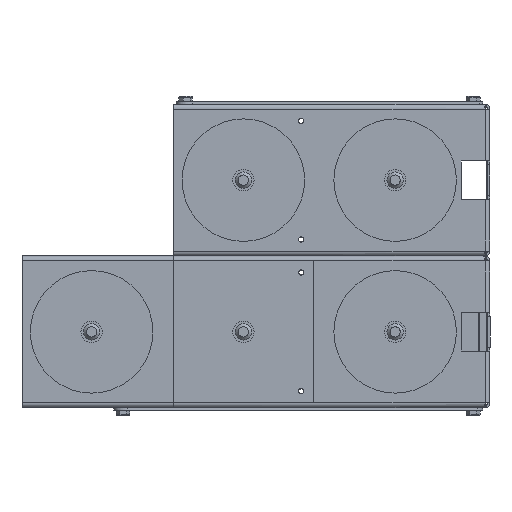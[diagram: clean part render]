
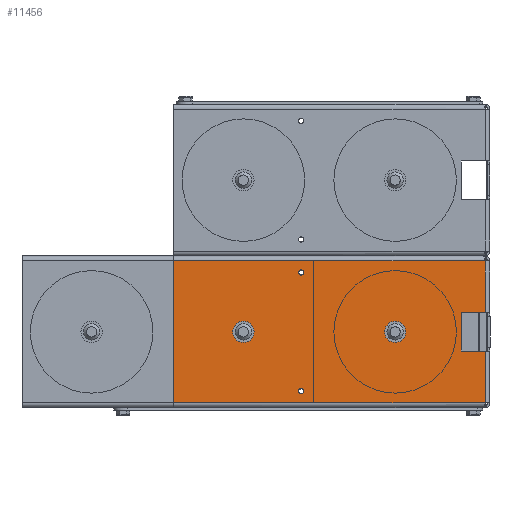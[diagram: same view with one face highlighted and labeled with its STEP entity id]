
A CAD part, front view. The second image highlights one B-rep face of the part: STEP entity #11456.
In plain terms, the highlighted planar face has unit normal (0, -1, 0).
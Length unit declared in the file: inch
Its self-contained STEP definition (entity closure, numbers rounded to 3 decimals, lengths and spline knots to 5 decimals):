
#490=FACE_BOUND('',#4020,.T.);
#491=FACE_BOUND('',#4021,.T.);
#492=FACE_BOUND('',#4022,.T.);
#493=FACE_BOUND('',#4023,.T.);
#751=PLANE('',#12508);
#1270=LINE('',#17640,#2246);
#1272=LINE('',#17646,#2248);
#1276=LINE('',#17656,#2252);
#1277=LINE('',#17658,#2253);
#1278=LINE('',#17660,#2254);
#1279=LINE('',#17662,#2255);
#1280=LINE('',#17664,#2256);
#1281=LINE('',#17666,#2257);
#1282=LINE('',#17668,#2258);
#1283=LINE('',#17670,#2259);
#1284=LINE('',#17672,#2260);
#1285=LINE('',#17673,#2261);
#2246=VECTOR('',#14139,0.3937);
#2248=VECTOR('',#14145,0.3937);
#2252=VECTOR('',#14153,0.3937);
#2253=VECTOR('',#14154,0.3937);
#2254=VECTOR('',#14155,0.3937);
#2255=VECTOR('',#14156,0.3937);
#2256=VECTOR('',#14157,0.3937);
#2257=VECTOR('',#14158,0.3937);
#2258=VECTOR('',#14159,0.3937);
#2259=VECTOR('',#14160,0.3937);
#2260=VECTOR('',#14161,0.3937);
#2261=VECTOR('',#14162,0.3937);
#3383=FACE_OUTER_BOUND('',#4019,.T.);
#4019=EDGE_LOOP('',(#8688,#8689,#8690,#8691,#8692,#8693,#8694,#8695,#8696,
#8697,#8698,#8699));
#4020=EDGE_LOOP('',(#8700));
#4021=EDGE_LOOP('',(#8701));
#4022=EDGE_LOOP('',(#8702));
#4023=EDGE_LOOP('',(#8703));
#4812=CIRCLE('',#12492,0.28);
#4814=CIRCLE('',#12495,0.28);
#4816=CIRCLE('',#12498,0.07);
#4818=CIRCLE('',#12501,0.07);
#5352=VERTEX_POINT('',#17612);
#5354=VERTEX_POINT('',#17618);
#5356=VERTEX_POINT('',#17624);
#5358=VERTEX_POINT('',#17630);
#5361=VERTEX_POINT('',#17637);
#5362=VERTEX_POINT('',#17639);
#5364=VERTEX_POINT('',#17645);
#5368=VERTEX_POINT('',#17655);
#5369=VERTEX_POINT('',#17657);
#5370=VERTEX_POINT('',#17659);
#5371=VERTEX_POINT('',#17661);
#5372=VERTEX_POINT('',#17663);
#5373=VERTEX_POINT('',#17665);
#5374=VERTEX_POINT('',#17667);
#5375=VERTEX_POINT('',#17669);
#5376=VERTEX_POINT('',#17671);
#6622=EDGE_CURVE('',#5352,#5352,#4812,.T.);
#6625=EDGE_CURVE('',#5354,#5354,#4814,.T.);
#6628=EDGE_CURVE('',#5356,#5356,#4816,.T.);
#6631=EDGE_CURVE('',#5358,#5358,#4818,.T.);
#6635=EDGE_CURVE('',#5361,#5362,#1270,.T.);
#6638=EDGE_CURVE('',#5364,#5362,#1272,.T.);
#6643=EDGE_CURVE('',#5368,#5361,#1276,.T.);
#6644=EDGE_CURVE('',#5369,#5368,#1277,.T.);
#6645=EDGE_CURVE('',#5370,#5369,#1278,.T.);
#6646=EDGE_CURVE('',#5371,#5370,#1279,.T.);
#6647=EDGE_CURVE('',#5371,#5372,#1280,.T.);
#6648=EDGE_CURVE('',#5372,#5373,#1281,.T.);
#6649=EDGE_CURVE('',#5373,#5374,#1282,.T.);
#6650=EDGE_CURVE('',#5374,#5375,#1283,.T.);
#6651=EDGE_CURVE('',#5375,#5376,#1284,.T.);
#6652=EDGE_CURVE('',#5376,#5364,#1285,.T.);
#8688=ORIENTED_EDGE('',*,*,#6635,.F.);
#8689=ORIENTED_EDGE('',*,*,#6643,.F.);
#8690=ORIENTED_EDGE('',*,*,#6644,.F.);
#8691=ORIENTED_EDGE('',*,*,#6645,.F.);
#8692=ORIENTED_EDGE('',*,*,#6646,.F.);
#8693=ORIENTED_EDGE('',*,*,#6647,.T.);
#8694=ORIENTED_EDGE('',*,*,#6648,.T.);
#8695=ORIENTED_EDGE('',*,*,#6649,.T.);
#8696=ORIENTED_EDGE('',*,*,#6650,.T.);
#8697=ORIENTED_EDGE('',*,*,#6651,.T.);
#8698=ORIENTED_EDGE('',*,*,#6652,.T.);
#8699=ORIENTED_EDGE('',*,*,#6638,.T.);
#8700=ORIENTED_EDGE('',*,*,#6622,.T.);
#8701=ORIENTED_EDGE('',*,*,#6625,.T.);
#8702=ORIENTED_EDGE('',*,*,#6628,.T.);
#8703=ORIENTED_EDGE('',*,*,#6631,.T.);
#11456=ADVANCED_FACE('',(#3383,#490,#491,#492,#493),#751,.T.);
#12492=AXIS2_PLACEMENT_3D('',#17613,#14109,#14110);
#12495=AXIS2_PLACEMENT_3D('',#17619,#14116,#14117);
#12498=AXIS2_PLACEMENT_3D('',#17625,#14123,#14124);
#12501=AXIS2_PLACEMENT_3D('',#17631,#14130,#14131);
#12508=AXIS2_PLACEMENT_3D('',#17654,#14151,#14152);
#14109=DIRECTION('center_axis',(0.,1.,0.));
#14110=DIRECTION('ref_axis',(-1.,0.,0.));
#14116=DIRECTION('center_axis',(0.,1.,0.));
#14117=DIRECTION('ref_axis',(-1.,0.,0.));
#14123=DIRECTION('center_axis',(0.,1.,0.));
#14124=DIRECTION('ref_axis',(-1.,0.,0.));
#14130=DIRECTION('center_axis',(0.,1.,0.));
#14131=DIRECTION('ref_axis',(-1.,0.,0.));
#14139=DIRECTION('',(0.,0.,-1.));
#14145=DIRECTION('',(1.,0.,0.));
#14151=DIRECTION('center_axis',(0.,-1.,0.));
#14152=DIRECTION('ref_axis',(0.,0.,-1.));
#14153=DIRECTION('',(1.,0.,0.));
#14154=DIRECTION('',(0.,0.,1.));
#14155=DIRECTION('',(-1.,0.,0.));
#14156=DIRECTION('',(0.,0.,-1.));
#14157=DIRECTION('',(-1.,0.,0.));
#14158=DIRECTION('',(0.,0.,1.));
#14159=DIRECTION('',(-1.,0.,0.));
#14160=DIRECTION('',(0.,0.,1.));
#14161=DIRECTION('',(1.,0.,0.));
#14162=DIRECTION('',(0.,0.,1.));
#17612=CARTESIAN_POINT('',(-2.22,-0.0635,0.));
#17613=CARTESIAN_POINT('Origin',(-2.5,-0.0635,
0.));
#17618=CARTESIAN_POINT('',(-6.22,-0.0635,0.));
#17619=CARTESIAN_POINT('Origin',(-6.5,-0.0635,
0.));
#17624=CARTESIAN_POINT('',(-4.91,-0.0635,-1.565));
#17625=CARTESIAN_POINT('Origin',(-4.98,-0.0635,-1.565));
#17630=CARTESIAN_POINT('',(-4.91,-0.0635,1.565));
#17631=CARTESIAN_POINT('Origin',(-4.98,-0.0635,1.565));
#17637=CARTESIAN_POINT('',(-0.127,-0.0635,1.873));
#17639=CARTESIAN_POINT('',(-0.127,-0.0635,0.505));
#17640=CARTESIAN_POINT('',(-0.127,-0.0635,0.));
#17645=CARTESIAN_POINT('',(-0.76,-0.0635,0.505));
#17646=CARTESIAN_POINT('',(0.,-0.0635,0.505));
#17654=CARTESIAN_POINT('Origin',(0.,-0.0635,0.));
#17655=CARTESIAN_POINT('',(-8.34,-0.0635,1.873));
#17656=CARTESIAN_POINT('',(-0.6063,-0.0635,1.873));
#17657=CARTESIAN_POINT('',(-8.34,-0.0635,-1.873));
#17658=CARTESIAN_POINT('',(-8.34,-0.0635,0.));
#17659=CARTESIAN_POINT('',(-0.127,-0.0635,-1.873));
#17660=CARTESIAN_POINT('',(-0.6063,-0.0635,-1.873));
#17661=CARTESIAN_POINT('',(-0.127,-0.0635,-0.505));
#17662=CARTESIAN_POINT('',(-0.127,-0.0635,0.));
#17663=CARTESIAN_POINT('',(-0.76,-0.0635,-0.505));
#17664=CARTESIAN_POINT('',(0.,-0.0635,-0.505));
#17665=CARTESIAN_POINT('',(-0.76,-0.0635,-0.475));
#17666=CARTESIAN_POINT('',(-0.76,-0.0635,-0.2275));
#17667=CARTESIAN_POINT('',(-0.7635,-0.0635,-0.475));
#17668=CARTESIAN_POINT('',(-0.38175,-0.0635,-0.475));
#17669=CARTESIAN_POINT('',(-0.7635,-0.0635,0.475));
#17670=CARTESIAN_POINT('',(-0.7635,-0.0635,0.2375));
#17671=CARTESIAN_POINT('',(-0.76,-0.0635,0.475));
#17672=CARTESIAN_POINT('',(-0.03175,-0.0635,0.475));
#17673=CARTESIAN_POINT('',(-0.76,-0.0635,0.2275));
